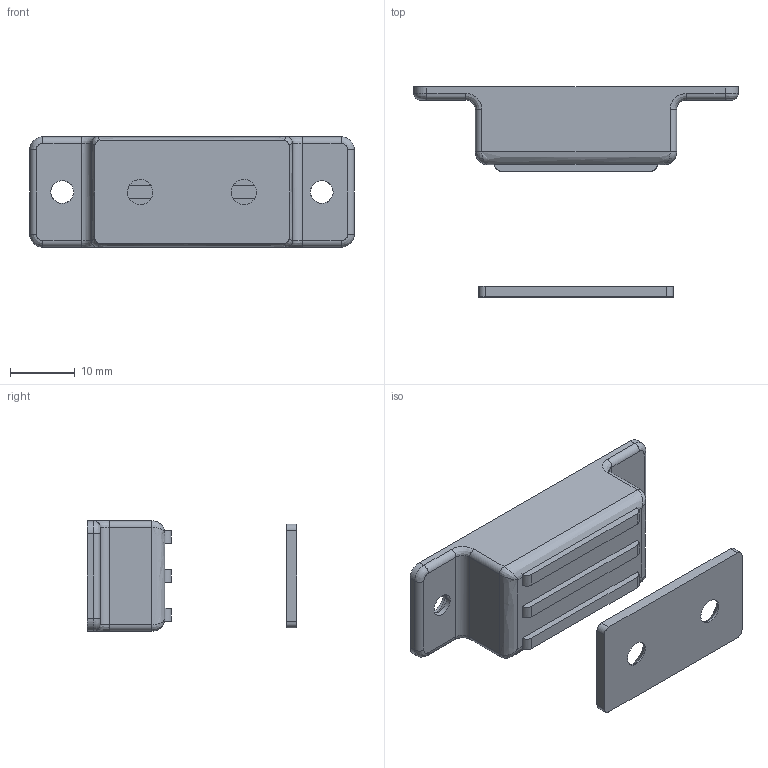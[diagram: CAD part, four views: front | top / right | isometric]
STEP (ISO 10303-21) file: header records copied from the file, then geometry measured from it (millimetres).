
FILE_DESCRIPTION((''),'2;1');
FILE_NAME('','2005-07-15T16:03:36',(''),(''),'','CADfix','');
FILE_SCHEMA(('AUTOMOTIVE_DESIGN'));
Length unit declared in the file: millimetre
Products named in the file (5): attachment; keeper; housing; base; TL_272_2_3128_36
Assembly tree (6 placements, depth 2):
  TL_272_2_3128_36
    attachment  x3
    keeper
    housing
    base
Bounding box: 50 x 32.35 x 17 mm (x, y, z)
Volume: 4049.2 mm3; surface area: 8226.7 mm2
Topology: 6 solids, 6 shells, 167 faces, 454 edges, 288 vertices
Faces by surface type: bspline 167
Entity records: 5047 total; most frequent: CARTESIAN_POINT 2639, ORIENTED_EDGE 820, EDGE_CURVE 410, VERTEX_POINT 264, QUASI_UNIFORM_CURVE 218, EDGE_LOOP 166, FACE_OUTER_BOUND 151, ADVANCED_FACE 151
